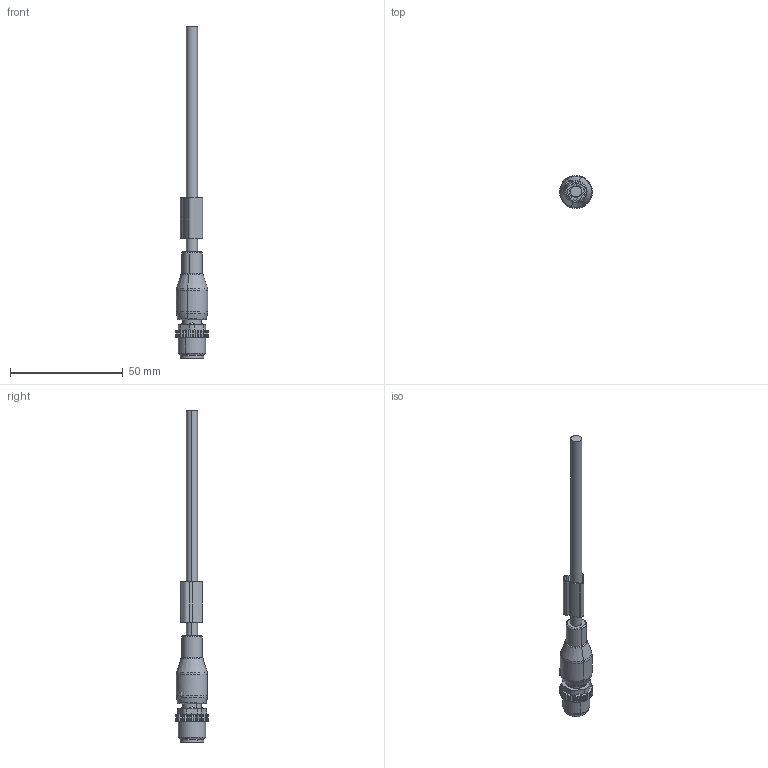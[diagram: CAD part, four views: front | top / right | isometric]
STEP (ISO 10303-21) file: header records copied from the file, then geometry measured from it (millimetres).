
FILE_DESCRIPTION(('CATIA V5 STEP Exchange','CAx-IF Rec.Pracs.--- Model Styling and Organization---1.5--- 2016-08-15','CAx-IF Rec.Pracs.---Supplemental Geometry---1.0---2011-11-01','CAx-IF Rec.Pracs.--- Composite Materials ---1.1---2010-07-15'),'2;1');
FILE_NAME ('2048994-2_0_2600671000_2600671000.stp','2024-05-14T04:54:38+00:00',('none'),('Weidmueller'),'CATIA Version 5-6 Release 2022 SP4 HF5','CATIA V5 STEP AP214 v3','none');
FILE_SCHEMA(('AUTOMOTIVE_DESIGN { 1 0 10303 214 1 1 1 1 }'));
Length unit declared in the file: millimetre
Products named in the file (1): 2600671000
Bounding box: 14.6 x 14.52 x 147 mm (x, y, z)
Volume: 7186.8 mm3; surface area: 7118 mm2
Topology: 9 solids, 9 shells, 616 faces, 1548 edges, 970 vertices
Faces by surface type: plane 232, cylinder 195, cone 91, torus 88, sphere 10
Entity records: 17402 total; most frequent: CARTESIAN_POINT 4212, ORIENTED_EDGE 3060, DIRECTION 2029, EDGE_CURVE 1530, AXIS2_PLACEMENT_3D 1013, VERTEX_POINT 970, EDGE_LOOP 676, VECTOR 625
